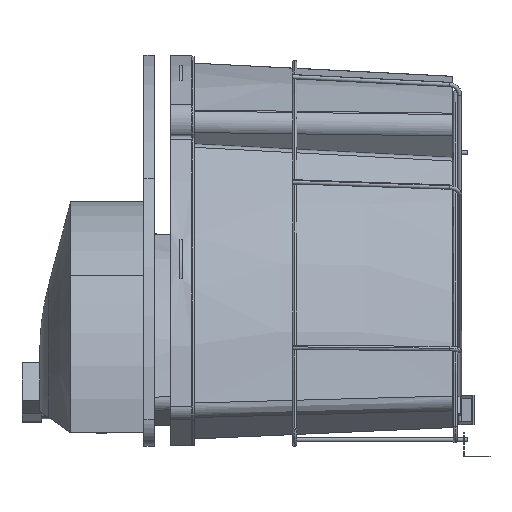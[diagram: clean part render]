
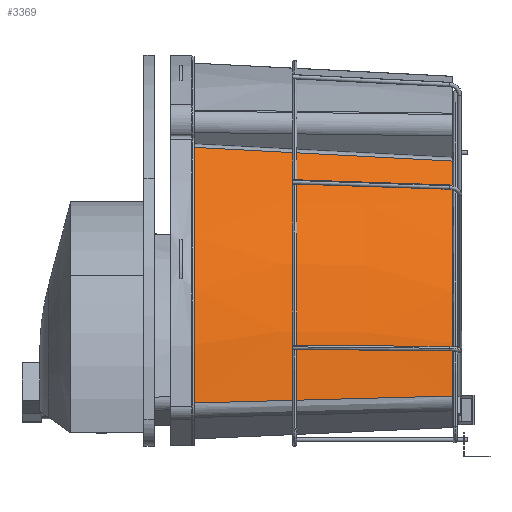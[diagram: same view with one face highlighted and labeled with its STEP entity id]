
A CAD part, left-side view. The second image highlights one B-rep face of the part: STEP entity #3369.
In plain terms, the highlighted conical face has half-angle 2.5 degrees and reference radius 415.812 mm.
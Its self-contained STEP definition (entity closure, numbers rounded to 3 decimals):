
#3369=ADVANCED_FACE('',(#5605),#5606,.T.);
#5605=FACE_OUTER_BOUND('',#7622,.T.);
#5606=CONICAL_SURFACE('',#7623,415.812,0.044);
#7622=EDGE_LOOP('',(#14054,#14055,#14056,#14057));
#7623=AXIS2_PLACEMENT_3D('',#14058,#14059,#14060);
#14054=ORIENTED_EDGE('',*,*,#17336,.T.);
#14055=ORIENTED_EDGE('',*,*,#17367,.T.);
#14056=ORIENTED_EDGE('',*,*,#17368,.T.);
#14057=ORIENTED_EDGE('',*,*,#17338,.F.);
#14058=CARTESIAN_POINT('',(17.772,317.45,-20.191));
#14059=DIRECTION('',(0.0,1.0,-0.0));
#14060=DIRECTION('',(-0.452,0.0,-0.892));
#17336=EDGE_CURVE('',#20448,#20446,#20449,.T.);
#17338=EDGE_CURVE('',#20448,#20451,#20452,.T.);
#17367=EDGE_CURVE('',#20446,#20497,#20499,.T.);
#17368=EDGE_CURVE('',#20497,#20451,#20500,.T.);
#20446=VERTEX_POINT('',#25997);
#20448=VERTEX_POINT('',#26012);
#20449=CIRCLE('',#26013,403.028);
#20451=VERTEX_POINT('',#26028);
#20452=B_SPLINE_CURVE_WITH_KNOTS('',3,(#26029,#26030,#26031,#26032,#26033,#26034,#26035),.UNSPECIFIED.,.F.,.F.,(4,1,1,1,4),(0.0,73.659,146.893,220.267,293.215),.UNSPECIFIED.);
#20497=VERTEX_POINT('',#26179);
#20499=B_SPLINE_CURVE_WITH_KNOTS('',3,(#26194,#26195,#26196,#26197,#26198,#26199,#26200),.UNSPECIFIED.,.F.,.F.,(4,1,1,1,4),(0.0,73.661,146.896,220.269,293.215),.UNSPECIFIED.);
#20500=CIRCLE('',#26201,415.812);
#25997=CARTESIAN_POINT('',(-248.778,24.65,282.106));
#26012=CARTESIAN_POINT('',(-383.637,24.65,15.904));
#26013=AXIS2_PLACEMENT_3D('',#30158,#30159,#30160);
#26028=CARTESIAN_POINT('',(-397.084,317.45,7.997));
#26029=CARTESIAN_POINT('',(-383.637,24.65,15.904));
#26030=CARTESIAN_POINT('',(-384.771,49.168,15.245));
#26031=CARTESIAN_POINT('',(-387.028,98.063,13.929));
#26032=CARTESIAN_POINT('',(-390.401,171.381,11.951));
#26033=CARTESIAN_POINT('',(-393.751,244.463,9.975));
#26034=CARTESIAN_POINT('',(-395.976,293.168,8.655));
#26035=CARTESIAN_POINT('',(-397.084,317.45,7.997));
#26179=CARTESIAN_POINT('',(-250.357,317.45,297.625));
#26194=CARTESIAN_POINT('',(-248.778,24.65,282.106));
#26195=CARTESIAN_POINT('',(-248.917,49.169,283.41));
#26196=CARTESIAN_POINT('',(-249.192,98.064,286.009));
#26197=CARTESIAN_POINT('',(-249.592,171.383,289.898));
#26198=CARTESIAN_POINT('',(-249.981,244.464,293.768));
#26199=CARTESIAN_POINT('',(-250.233,293.169,296.343));
#26200=CARTESIAN_POINT('',(-250.357,317.45,297.625));
#26201=AXIS2_PLACEMENT_3D('',#30187,#30188,#30189);
#30158=CARTESIAN_POINT('',(17.772,24.65,-20.191));
#30159=DIRECTION('',(0.0,1.0,0.0));
#30160=DIRECTION('',(-0.996,0.0,0.09));
#30187=CARTESIAN_POINT('',(17.772,317.45,-20.191));
#30188=DIRECTION('',(0.0,-1.0,0.0));
#30189=DIRECTION('',(-0.645,0.0,0.764));
